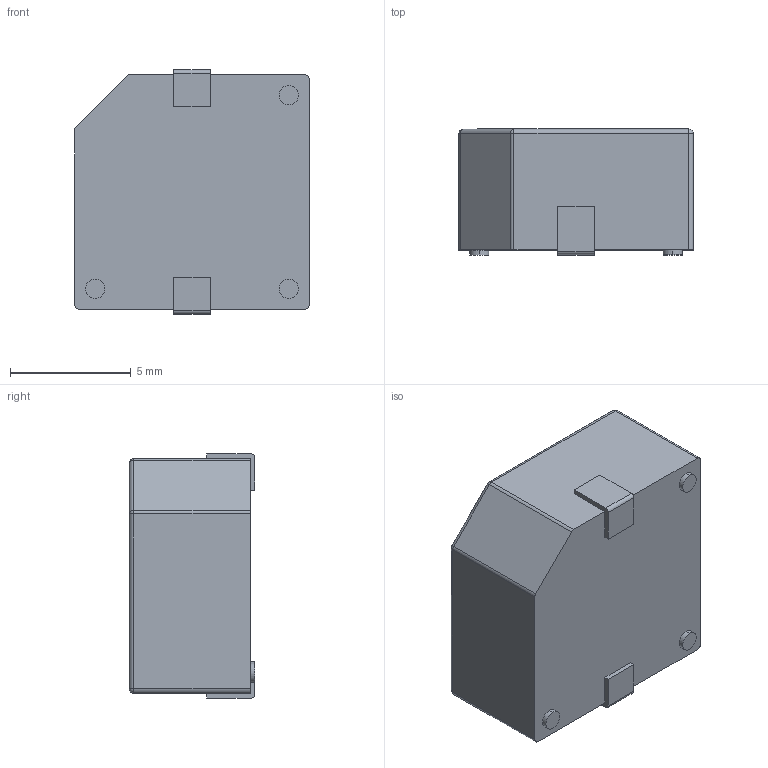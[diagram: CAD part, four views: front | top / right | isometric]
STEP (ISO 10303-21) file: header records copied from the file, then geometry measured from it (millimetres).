
FILE_DESCRIPTION (( 'STEP AP214' ), '1' );
FILE_NAME ('CUI_DEVICES_CMI-9705-0380-SMT-TR.step', '2019-10-20T21:29:13', ( '' ), ( '' ), 'SwSTEP 2.0', 'SolidWorks 2019', '' );
FILE_SCHEMA (( 'AUTOMOTIVE_DESIGN' ));
Length unit declared in the file: inch
Products named in the file (1): CUI_DEVICES_CMI-9705-0380-SMT-TR
Bounding box: 9.7 x 5.2 x 10.1 mm (x, y, z)
Volume: 454.8 mm3; surface area: 388.5 mm2
Topology: 1 solids, 1 shells, 80 faces, 199 edges, 125 vertices
Faces by surface type: plane 51, cylinder 24, sphere 5
Entity records: 2562 total; most frequent: DIRECTION 405, CARTESIAN_POINT 401, ORIENTED_EDGE 390, EDGE_CURVE 195, VECTOR 147, LINE 147, AXIS2_PLACEMENT_3D 129, VERTEX_POINT 125
